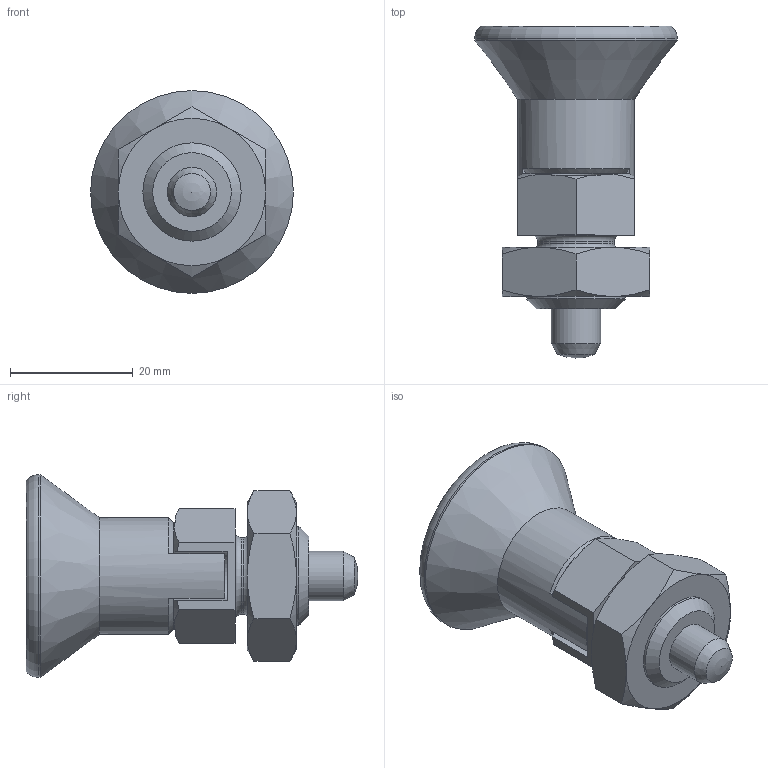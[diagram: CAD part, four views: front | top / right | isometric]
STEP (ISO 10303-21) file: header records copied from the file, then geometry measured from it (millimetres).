
FILE_DESCRIPTION( ( 'STEP AP214' ), '1' );
FILE_NAME( 'K0748.143081601.stp', '2021-01-06T11:17:24', ( '' ), ( '' ), ' ', 'PARTsolutions', ' ' );
FILE_SCHEMA( ( 'AUTOMOTIVE_DESIGN { 1 0 10303 214 1 1 1 1 }' ) );
Length unit declared in the file: millimetre
Products named in the file (1): _K0748.143081601
Bounding box: 33 x 54 x 33 mm (x, y, z)
Volume: 17294.9 mm3; surface area: 6102 mm2
Topology: 1 solids, 1 shells, 72 faces, 174 edges, 107 vertices
Faces by surface type: plane 31, cone 24, cylinder 12, torus 3, sphere 2
Full cylindrical faces by diameter (mm): 8 x1, 12.5 x1, 16 x2, 19 x1, 33 x1
Entity records: 2698 total; most frequent: CARTESIAN_POINT 561, DIRECTION 320, ORIENTED_EDGE 306, EDGE_CURVE 153, AXIS2_PLACEMENT_3D 142, VERTEX_POINT 103, EDGE_LOOP 90, FACE_OUTER_BOUND 81
